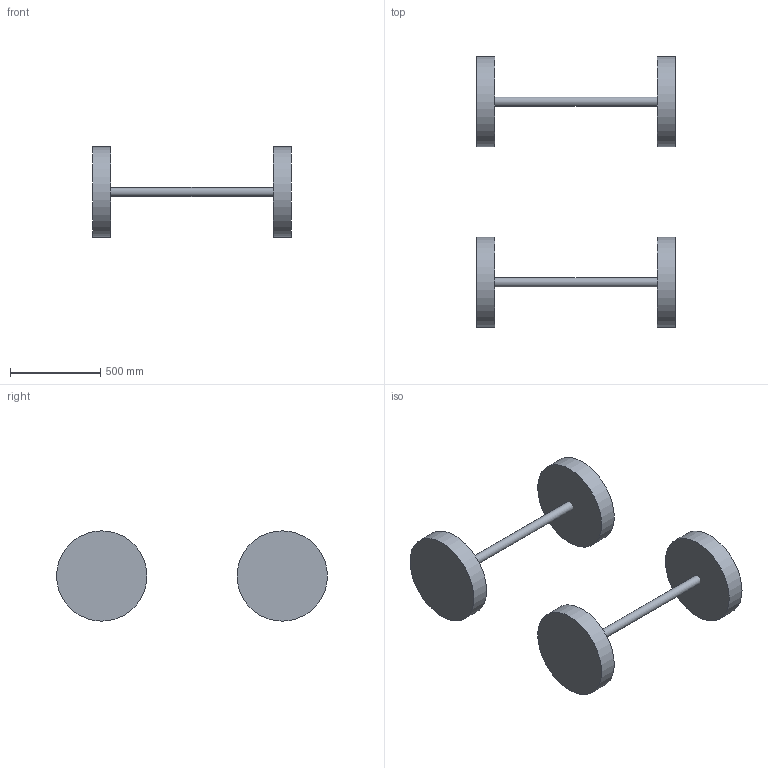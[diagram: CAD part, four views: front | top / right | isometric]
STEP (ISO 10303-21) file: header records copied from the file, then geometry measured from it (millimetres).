
FILE_DESCRIPTION(('Open CASCADE Model'),'2;1');
FILE_NAME('Open CASCADE Shape Model','2022-11-27T13:18:39',('Author'),( 'Open CASCADE'),'Open CASCADE STEP processor 7.6','Open CASCADE 7.6' ,'Unknown');
FILE_SCHEMA(('AUTOMOTIVE_DESIGN { 1 0 10303 214 1 1 1 1 }'));
Length unit declared in the file: millimetre
Products named in the file (5): root; chassis; wheel-axle; wheel; axle
Assembly tree (6 placements, depth 4):
  root
    chassis
      wheel-axle  x2
        wheel
        axle
Bounding box: 1100 x 1500 x 500 mm (x, y, z)
Volume: 82466807.2 mm3; surface area: 2521128.1 mm2
Topology: 6 solids, 6 shells, 18 faces, 18 edges, 12 vertices
Faces by surface type: plane 12, cylinder 6
Full cylindrical faces by diameter (mm): 50 x2, 500 x4
Entity records: 318 total; most frequent: DIRECTION 48, CARTESIAN_POINT 35, AXIS2_PLACEMENT_3D 17, ORIENTED_EDGE 12, PCURVE 12, DEFINITIONAL_REPRESENTATION 12, PRODUCT_DEFINITION_SHAPE 11, LINE 10
